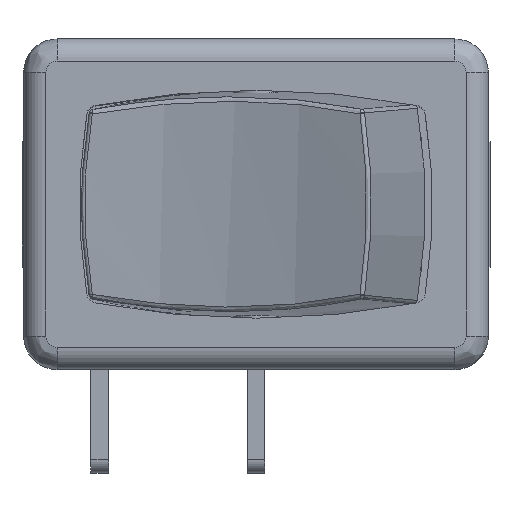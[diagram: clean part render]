
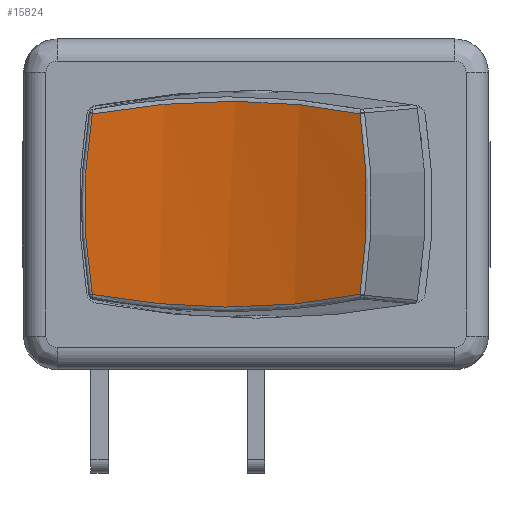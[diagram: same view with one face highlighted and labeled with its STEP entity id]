
A CAD part, top view. The second image highlights one B-rep face of the part: STEP entity #15824.
In plain terms, the highlighted cylindrical face has radius 27 mm (diameter 54 mm), a partial arc.
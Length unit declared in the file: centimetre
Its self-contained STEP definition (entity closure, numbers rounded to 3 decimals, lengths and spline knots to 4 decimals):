
#1124=FACE_OUTER_BOUND('',#2017,.T.);
#2017=EDGE_LOOP('',(#11247,#11248,#11249,#11250));
#2950=B_SPLINE_CURVE_WITH_KNOTS('',3,(#21190,#21191,#21192,#21193,#21194),
 .UNSPECIFIED.,.F.,.F.,(4,1,4),(0.0081,0.5515,1.2761),
 .UNSPECIFIED.);
#2970=B_SPLINE_CURVE_WITH_KNOTS('',3,(#21530,#21531,#21532,#21533,#21534),
 .UNSPECIFIED.,.F.,.F.,(4,1,4),(0.0081,0.5515,1.2761),
 .UNSPECIFIED.);
#2972=B_SPLINE_CURVE_WITH_KNOTS('',3,(#21579,#21580,#21581,#21582),
 .UNSPECIFIED.,.F.,.F.,(4,4),(0.0158,0.8276),
 .UNSPECIFIED.);
#2973=B_SPLINE_CURVE_WITH_KNOTS('',3,(#21584,#21585,#21586,#21587),
 .UNSPECIFIED.,.F.,.F.,(4,4),(0.0158,0.8276),
 .UNSPECIFIED.);
#6992=VERTEX_POINT('',#21073);
#6995=VERTEX_POINT('',#21126);
#7007=VERTEX_POINT('',#21385);
#7010=VERTEX_POINT('',#21468);
#8648=EDGE_CURVE('',#6992,#6995,#2950,.T.);
#8676=EDGE_CURVE('',#7010,#7007,#2970,.T.);
#8678=EDGE_CURVE('',#7007,#6992,#2972,.T.);
#8679=EDGE_CURVE('',#6995,#7010,#2973,.T.);
#11247=ORIENTED_EDGE('',*,*,#8648,.F.);
#11248=ORIENTED_EDGE('',*,*,#8678,.F.);
#11249=ORIENTED_EDGE('',*,*,#8676,.F.);
#11250=ORIENTED_EDGE('',*,*,#8679,.F.);
#15711=CYLINDRICAL_SURFACE('',#16748,2.7);
#15824=ADVANCED_FACE('',(#1124),#15711,.F.);
#16748=AXIS2_PLACEMENT_3D('',#21583,#17665,#17666);
#17665=DIRECTION('center_axis',(0.,-1.,0.));
#17666=DIRECTION('ref_axis',(0.499,0.,-0.866));
#21073=CARTESIAN_POINT('',(0.4652,-0.4039,1.9614));
#21126=CARTESIAN_POINT('',(-0.7326,-0.4039,1.6376));
#21190=CARTESIAN_POINT('Ctrl Pts',(0.4652,-0.4039,
1.9614));
#21191=CARTESIAN_POINT('Ctrl Pts',(0.3095,-0.4357,
1.8772));
#21192=CARTESIAN_POINT('Ctrl Pts',(-0.0782,-0.4803,
1.714));
#21193=CARTESIAN_POINT('Ctrl Pts',(-0.4967,-0.4462,
1.6452));
#21194=CARTESIAN_POINT('Ctrl Pts',(-0.7326,-0.4039,
1.6376));
#21385=CARTESIAN_POINT('',(0.4652,0.4039,1.9614));
#21468=CARTESIAN_POINT('',(-0.7326,0.4039,1.6376));
#21530=CARTESIAN_POINT('Ctrl Pts',(-0.7326,0.4039,
1.6376));
#21531=CARTESIAN_POINT('Ctrl Pts',(-0.5556,0.4357,
1.6433));
#21532=CARTESIAN_POINT('Ctrl Pts',(-0.1385,0.4803,
1.6977));
#21533=CARTESIAN_POINT('Ctrl Pts',(0.2576,0.4462,
1.8491));
#21534=CARTESIAN_POINT('Ctrl Pts',(0.4652,0.4039,
1.9614));
#21579=CARTESIAN_POINT('Ctrl Pts',(0.4652,0.4039,
1.9614));
#21580=CARTESIAN_POINT('Ctrl Pts',(0.5056,0.1373,
1.9832));
#21581=CARTESIAN_POINT('Ctrl Pts',(0.5056,-0.1373,
1.9832));
#21582=CARTESIAN_POINT('Ctrl Pts',(0.4652,-0.4039,
1.9614));
#21583=CARTESIAN_POINT('Origin',(-0.8194,0.,
4.3362));
#21584=CARTESIAN_POINT('Ctrl Pts',(-0.7326,-0.4039,
1.6376));
#21585=CARTESIAN_POINT('Ctrl Pts',(-0.7784,-0.1373,
1.6361));
#21586=CARTESIAN_POINT('Ctrl Pts',(-0.7784,0.1373,
1.6361));
#21587=CARTESIAN_POINT('Ctrl Pts',(-0.7326,0.4039,
1.6376));
